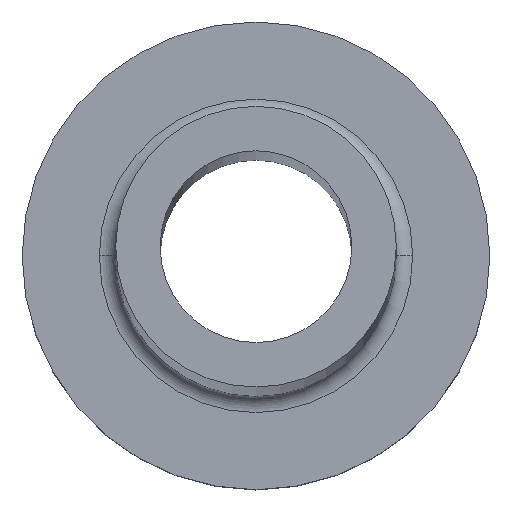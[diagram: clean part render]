
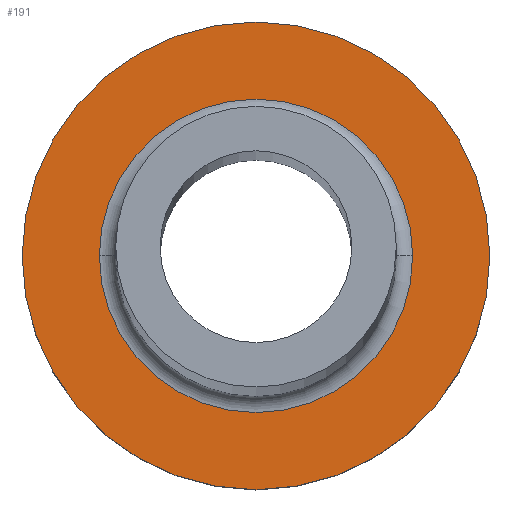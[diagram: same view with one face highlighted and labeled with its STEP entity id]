
A CAD part, top view. The second image highlights one B-rep face of the part: STEP entity #191.
In plain terms, the highlighted planar face has unit normal (0, 0, 1).
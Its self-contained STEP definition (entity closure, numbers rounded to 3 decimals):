
#10 = ORIENTED_EDGE ( 'NONE', *, *, #313, .T. ) ;
#13 = CARTESIAN_POINT ( 'NONE',  ( 6.7, 0., 7. ) ) ;
#36 = ORIENTED_EDGE ( 'NONE', *, *, #67, .T. ) ;
#40 = ORIENTED_EDGE ( 'NONE', *, *, #331, .T. ) ;
#43 = PLANE ( 'NONE',  #297 ) ;
#47 = DIRECTION ( 'NONE',  ( 0., 0., 1. ) ) ;
#51 = CARTESIAN_POINT ( 'NONE',  ( 0., 0., 7. ) ) ;
#67 = EDGE_CURVE ( 'NONE', #229, #200, #101, .T. ) ;
#69 = CARTESIAN_POINT ( 'NONE',  ( -10., 0., 7. ) ) ;
#101 = CIRCLE ( 'NONE', #283, 10. ) ;
#107 = EDGE_LOOP ( 'NONE', ( #36, #40 ) ) ;
#111 = DIRECTION ( 'NONE',  ( 0., 0., -1. ) ) ;
#118 = EDGE_CURVE ( 'NONE', #330, #233, #270, .T. ) ;
#119 = DIRECTION ( 'NONE',  ( 1., 0., 0. ) ) ;
#134 = DIRECTION ( 'NONE',  ( 1., 0., 0. ) ) ;
#148 = DIRECTION ( 'NONE',  ( 1., 0., 0. ) ) ;
#150 = DIRECTION ( 'NONE',  ( 0., 0., 1. ) ) ;
#158 = CIRCLE ( 'NONE', #268, 6.7 ) ;
#159 = CARTESIAN_POINT ( 'NONE',  ( 0., 0., 7. ) ) ;
#161 = EDGE_LOOP ( 'NONE', ( #257, #10 ) ) ;
#191 = ADVANCED_FACE ( 'NONE', ( #300, #280 ), #43, .T. ) ;
#200 = VERTEX_POINT ( 'NONE', #332 ) ;
#229 = VERTEX_POINT ( 'NONE', #69 ) ;
#233 = VERTEX_POINT ( 'NONE', #252 ) ;
#234 = AXIS2_PLACEMENT_3D ( 'NONE', #51, #47, #134 ) ;
#245 = DIRECTION ( 'NONE',  ( 0., 0., -1. ) ) ;
#252 = CARTESIAN_POINT ( 'NONE',  ( -6.7, 0., 7. ) ) ;
#257 = ORIENTED_EDGE ( 'NONE', *, *, #118, .T. ) ;
#259 = CIRCLE ( 'NONE', #234, 10. ) ;
#268 = AXIS2_PLACEMENT_3D ( 'NONE', #365, #111, #335 ) ;
#270 = CIRCLE ( 'NONE', #362, 6.7 ) ;
#280 = FACE_OUTER_BOUND ( 'NONE', #107, .T. ) ;
#283 = AXIS2_PLACEMENT_3D ( 'NONE', #288, #150, #148 ) ;
#288 = CARTESIAN_POINT ( 'NONE',  ( 0., 0., 7. ) ) ;
#297 = AXIS2_PLACEMENT_3D ( 'NONE', #159, #328, #363 ) ;
#300 = FACE_BOUND ( 'NONE', #161, .T. ) ;
#313 = EDGE_CURVE ( 'NONE', #233, #330, #158, .T. ) ;
#328 = DIRECTION ( 'NONE',  ( 0., 0., 1. ) ) ;
#330 = VERTEX_POINT ( 'NONE', #13 ) ;
#331 = EDGE_CURVE ( 'NONE', #200, #229, #259, .T. ) ;
#332 = CARTESIAN_POINT ( 'NONE',  ( 10., 0., 7. ) ) ;
#335 = DIRECTION ( 'NONE',  ( 1., 0., 0. ) ) ;
#362 = AXIS2_PLACEMENT_3D ( 'NONE', #376, #245, #119 ) ;
#363 = DIRECTION ( 'NONE',  ( 1., 0., 0. ) ) ;
#365 = CARTESIAN_POINT ( 'NONE',  ( 0., 0., 7. ) ) ;
#376 = CARTESIAN_POINT ( 'NONE',  ( 0., 0., 7. ) ) ;
